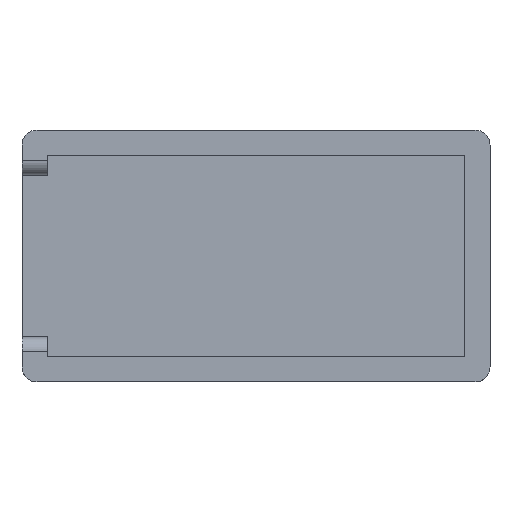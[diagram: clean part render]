
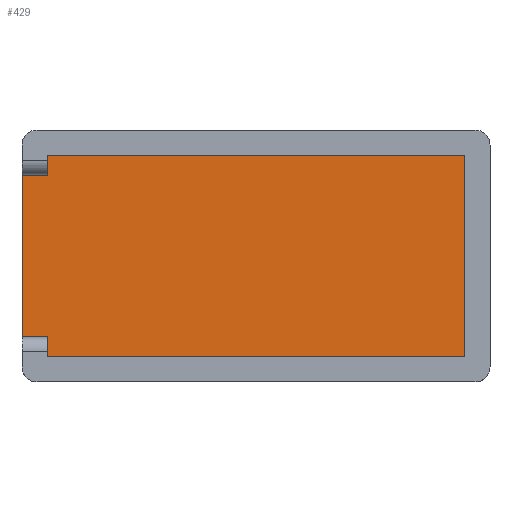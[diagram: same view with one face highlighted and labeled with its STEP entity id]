
A CAD part, top view. The second image highlights one B-rep face of the part: STEP entity #429.
In plain terms, the highlighted planar face has unit normal (0, 0, 1).
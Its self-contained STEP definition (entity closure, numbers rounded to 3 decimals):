
#26=PLANE('',#484);
#51=FACE_OUTER_BOUND('',#74,.T.);
#74=EDGE_LOOP('',(#379,#380,#381,#382,#383,#384,#385,#386));
#92=LINE('',#672,#135);
#106=LINE('',#707,#149);
#110=LINE('',#716,#153);
#112=LINE('',#720,#155);
#116=LINE('',#729,#159);
#118=LINE('',#733,#161);
#119=LINE('',#734,#162);
#120=LINE('',#735,#163);
#135=VECTOR('',#546,10.);
#149=VECTOR('',#574,10.);
#153=VECTOR('',#584,10.);
#155=VECTOR('',#588,10.);
#159=VECTOR('',#600,10.);
#161=VECTOR('',#604,10.);
#162=VECTOR('',#605,10.);
#163=VECTOR('',#606,10.);
#200=VERTEX_POINT('',#669);
#201=VERTEX_POINT('',#671);
#214=VERTEX_POINT('',#704);
#215=VERTEX_POINT('',#706);
#217=VERTEX_POINT('',#714);
#218=VERTEX_POINT('',#718);
#219=VERTEX_POINT('',#728);
#220=VERTEX_POINT('',#732);
#247=EDGE_CURVE('',#201,#200,#92,.T.);
#265=EDGE_CURVE('',#214,#215,#106,.T.);
#270=EDGE_CURVE('',#217,#200,#110,.T.);
#272=EDGE_CURVE('',#218,#217,#112,.T.);
#276=EDGE_CURVE('',#215,#219,#116,.T.);
#278=EDGE_CURVE('',#220,#218,#118,.T.);
#279=EDGE_CURVE('',#219,#220,#119,.T.);
#280=EDGE_CURVE('',#201,#214,#120,.T.);
#379=ORIENTED_EDGE('',*,*,#270,.F.);
#380=ORIENTED_EDGE('',*,*,#272,.F.);
#381=ORIENTED_EDGE('',*,*,#278,.F.);
#382=ORIENTED_EDGE('',*,*,#279,.F.);
#383=ORIENTED_EDGE('',*,*,#276,.F.);
#384=ORIENTED_EDGE('',*,*,#265,.F.);
#385=ORIENTED_EDGE('',*,*,#280,.F.);
#386=ORIENTED_EDGE('',*,*,#247,.T.);
#429=ADVANCED_FACE('',(#51),#26,.T.);
#484=AXIS2_PLACEMENT_3D('',#731,#602,#603);
#546=DIRECTION('',(0.,-1.,0.));
#574=DIRECTION('',(0.,1.,0.));
#584=DIRECTION('',(-1.,0.,0.));
#588=DIRECTION('',(0.,1.,0.));
#600=DIRECTION('',(1.,0.,0.));
#602=DIRECTION('center_axis',(0.,0.,1.));
#603=DIRECTION('ref_axis',(1.,0.,0.));
#604=DIRECTION('',(-1.,0.,0.));
#605=DIRECTION('',(0.,-1.,0.));
#606=DIRECTION('',(1.,0.,0.));
#669=CARTESIAN_POINT('',(-45.,-16.,1.));
#671=CARTESIAN_POINT('',(-45.,16.,1.));
#672=CARTESIAN_POINT('',(-45.,-16.,1.));
#704=CARTESIAN_POINT('',(-40.,16.,1.));
#706=CARTESIAN_POINT('',(-40.,20.,1.));
#707=CARTESIAN_POINT('',(-40.,0.,1.));
#714=CARTESIAN_POINT('',(-40.,-16.,1.));
#716=CARTESIAN_POINT('',(-43.75,-16.,1.));
#718=CARTESIAN_POINT('',(-40.,-20.,1.));
#720=CARTESIAN_POINT('',(-40.,0.,1.));
#728=CARTESIAN_POINT('',(42.9,20.,1.));
#729=CARTESIAN_POINT('',(-40.,20.,1.));
#731=CARTESIAN_POINT('Origin',(-42.5,0.,1.));
#732=CARTESIAN_POINT('',(42.9,-20.,1.));
#733=CARTESIAN_POINT('',(1.45,-20.,1.));
#734=CARTESIAN_POINT('',(42.9,10.,1.));
#735=CARTESIAN_POINT('',(-41.25,16.,1.));
